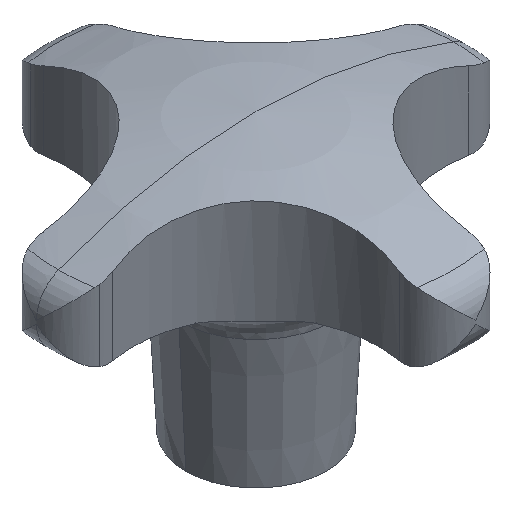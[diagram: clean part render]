
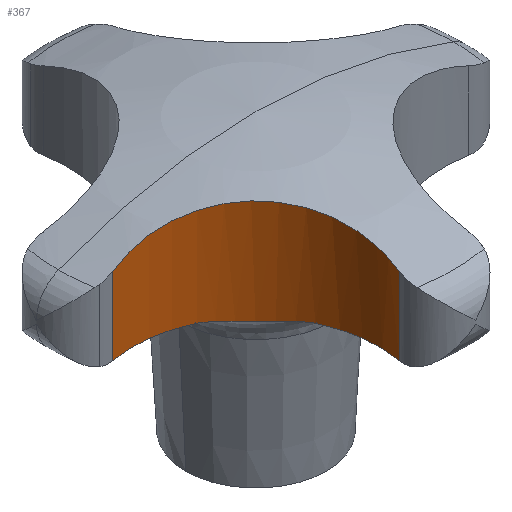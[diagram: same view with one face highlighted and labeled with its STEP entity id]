
A CAD part, isometric view. The second image highlights one B-rep face of the part: STEP entity #367.
In plain terms, the highlighted cylindrical face has radius 28 mm (diameter 56 mm), a partial arc.
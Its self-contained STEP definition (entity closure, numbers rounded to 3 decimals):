
#267=VERTEX_POINT('',#765);
#335=EDGE_CURVE('',#267,#399,#839,.T.);
#367=ADVANCED_FACE('',(#873),#874,.F.);
#399=VERTEX_POINT('',#907);
#405=EDGE_CURVE('',#267,#461,#913,.T.);
#415=EDGE_CURVE('',#461,#485,#924,.T.);
#461=VERTEX_POINT('',#975);
#471=EDGE_CURVE('',#485,#605,#985,.T.);
#485=VERTEX_POINT('',#1002);
#491=EDGE_CURVE('',#591,#399,#1009,.T.);
#587=EDGE_CURVE('',#605,#591,#1119,.T.);
#591=VERTEX_POINT('',#1123);
#605=VERTEX_POINT('',#1137);
#765=CARTESIAN_POINT('',(-7.864,-40.531,38.0));
#839=LINE('',#1444,#1445);
#873=FACE_OUTER_BOUND('',#1557,.T.);
#874=CYLINDRICAL_SURFACE('',#1558,28.);
#907=CARTESIAN_POINT('',(-7.864,-40.531,55.674));
#913=CIRCLE('',#1649,28.);
#924=B_SPLINE_CURVE_WITH_KNOTS('',3,(#1678,#1679,#1680,#1681,#1682,#1683,#1684,#1685,#1686,#1687,#1688,#1689,#1690,#1691,#1692,#1693),.UNSPECIFIED.,.F.,.F.,(4,2,2,2,2,2,2,4),(-22.311,-19.198,-15.542,-13.652,-12.169,-10.542,-7.957,-2.823),.UNSPECIFIED.);
#975=CARTESIAN_POINT('',(-10.017,-23.541,38.0));
#985=CIRCLE('',#1792,28.);
#1002=CARTESIAN_POINT('',(-23.541,-10.017,38.0));
#1009=B_SPLINE_CURVE_WITH_KNOTS('',3,(#1846,#1847,#1848,#1849,#1850,#1851,#1852,#1853,#1854,#1855,#1856,#1857,#1858,#1859,#1860,#1861,#1862,#1863,#1864,#1865,#1866,#1867,#1868,#1869,#1870,#1871,#1872,#1873,#1874,#1875,#1876,#1877,#1878,#1879,#1880,#1881,#1882,#1883),.UNSPECIFIED.,.F.,.F.,(4,2,2,2,2,2,2,2,2,2,2,2,2,2,2,2,2,2,4),(48.185,51.308,54.431,57.554,60.677,63.799,66.922,70.045,73.168,76.266,79.363,82.46,85.558,88.655,91.753,94.85,97.948,101.239,102.162),.UNSPECIFIED.);
#1119=LINE('',#2090,#2091);
#1123=CARTESIAN_POINT('',(-40.531,-7.864,55.674));
#1137=CARTESIAN_POINT('',(-40.531,-7.864,38.0));
#1444=CARTESIAN_POINT('',(-7.864,-40.531,0.));
#1445=VECTOR('',#2622,1.0);
#1557=EDGE_LOOP('',(#2660,#2661,#2662,#2663,#2664,#2665));
#1558=AXIS2_PLACEMENT_3D('',#2666,#2667,#2668);
#1649=AXIS2_PLACEMENT_3D('',#2699,#2700,#2701);
#1678=CARTESIAN_POINT('',(-10.017,-23.541,38.0));
#1679=CARTESIAN_POINT('',(-10.456,-22.602,38.0));
#1680=CARTESIAN_POINT('',(-10.945,-21.69,37.91));
#1681=CARTESIAN_POINT('',(-12.112,-19.776,37.651));
#1682=CARTESIAN_POINT('',(-12.815,-18.775,37.469));
#1683=CARTESIAN_POINT('',(-13.982,-17.326,37.277));
#1684=CARTESIAN_POINT('',(-14.395,-16.848,37.227));
#1685=CARTESIAN_POINT('',(-15.168,-16.011,37.178));
#1686=CARTESIAN_POINT('',(-15.516,-15.655,37.17));
#1687=CARTESIAN_POINT('',(-16.27,-14.923,37.187));
#1688=CARTESIAN_POINT('',(-16.672,-14.554,37.214));
#1689=CARTESIAN_POINT('',(-17.745,-13.627,37.323));
#1690=CARTESIAN_POINT('',(-18.425,-13.094,37.426));
#1691=CARTESIAN_POINT('',(-20.513,-11.604,37.755));
#1692=CARTESIAN_POINT('',(-21.991,-10.741,38.0));
#1693=CARTESIAN_POINT('',(-23.541,-10.017,38.0));
#1792=AXIS2_PLACEMENT_3D('',#2791,#2792,#2793);
#1846=CARTESIAN_POINT('',(-40.531,-7.864,55.674));
#1847=CARTESIAN_POINT('',(-39.57,-7.684,56.032));
#1848=CARTESIAN_POINT('',(-38.58,-7.552,56.383));
#1849=CARTESIAN_POINT('',(-36.561,-7.394,57.06));
#1850=CARTESIAN_POINT('',(-35.532,-7.369,57.387));
#1851=CARTESIAN_POINT('',(-33.457,-7.435,58.006));
#1852=CARTESIAN_POINT('',(-32.411,-7.526,58.3));
#1853=CARTESIAN_POINT('',(-30.323,-7.829,58.846));
#1854=CARTESIAN_POINT('',(-29.281,-8.041,59.1));
#1855=CARTESIAN_POINT('',(-27.222,-8.583,59.561));
#1856=CARTESIAN_POINT('',(-26.204,-8.915,59.769));
#1857=CARTESIAN_POINT('',(-24.211,-9.692,60.137));
#1858=CARTESIAN_POINT('',(-23.236,-10.139,60.296));
#1859=CARTESIAN_POINT('',(-21.349,-11.138,60.564));
#1860=CARTESIAN_POINT('',(-20.436,-11.69,60.673));
#1861=CARTESIAN_POINT('',(-18.69,-12.886,60.838));
#1862=CARTESIAN_POINT('',(-17.856,-13.53,60.895));
#1863=CARTESIAN_POINT('',(-16.289,-14.886,60.958));
#1864=CARTESIAN_POINT('',(-15.536,-15.613,60.966));
#1865=CARTESIAN_POINT('',(-14.107,-17.159,60.931));
#1866=CARTESIAN_POINT('',(-13.431,-17.979,60.888));
#1867=CARTESIAN_POINT('',(-12.173,-19.697,60.75));
#1868=CARTESIAN_POINT('',(-11.59,-20.595,60.655));
#1869=CARTESIAN_POINT('',(-10.532,-22.452,60.414));
#1870=CARTESIAN_POINT('',(-10.056,-23.411,60.269));
#1871=CARTESIAN_POINT('',(-9.219,-25.37,59.93));
#1872=CARTESIAN_POINT('',(-8.858,-26.372,59.736));
#1873=CARTESIAN_POINT('',(-8.253,-28.398,59.304));
#1874=CARTESIAN_POINT('',(-8.01,-29.423,59.066));
#1875=CARTESIAN_POINT('',(-7.643,-31.473,58.552));
#1876=CARTESIAN_POINT('',(-7.518,-32.498,58.276));
#1877=CARTESIAN_POINT('',(-7.382,-34.527,57.693));
#1878=CARTESIAN_POINT('',(-7.371,-35.531,57.386));
#1879=CARTESIAN_POINT('',(-7.452,-37.556,56.733));
#1880=CARTESIAN_POINT('',(-7.553,-38.606,56.375));
#1881=CARTESIAN_POINT('',(-7.759,-39.945,55.891));
#1882=CARTESIAN_POINT('',(-7.809,-40.238,55.783));
#1883=CARTESIAN_POINT('',(-7.864,-40.531,55.674));
#2090=CARTESIAN_POINT('',(-40.531,-7.864,0.));
#2091=VECTOR('',#2966,1.0);
#2622=DIRECTION('',(0.0,0.,1.0));
#2660=ORIENTED_EDGE('',*,*,#491,.F.);
#2661=ORIENTED_EDGE('',*,*,#587,.F.);
#2662=ORIENTED_EDGE('',*,*,#471,.F.);
#2663=ORIENTED_EDGE('',*,*,#415,.F.);
#2664=ORIENTED_EDGE('',*,*,#405,.F.);
#2665=ORIENTED_EDGE('',*,*,#335,.T.);
#2666=CARTESIAN_POINT('',(-35.387,-35.387,0.));
#2667=DIRECTION('',(-0.0,0.,-1.0));
#2668=DIRECTION('',(-0.184,0.983,0.));
#2699=CARTESIAN_POINT('',(-35.387,-35.387,38.0));
#2700=DIRECTION('',(0.,0.,1.0));
#2701=DIRECTION('',(-0.184,0.983,0.));
#2791=CARTESIAN_POINT('',(-35.387,-35.387,38.0));
#2792=DIRECTION('',(0.,0.,1.0));
#2793=DIRECTION('',(-0.184,0.983,0.));
#2966=DIRECTION('',(0.0,0.,1.0));
